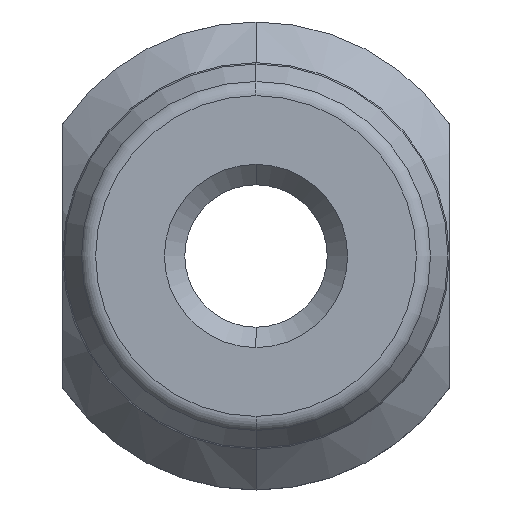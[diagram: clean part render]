
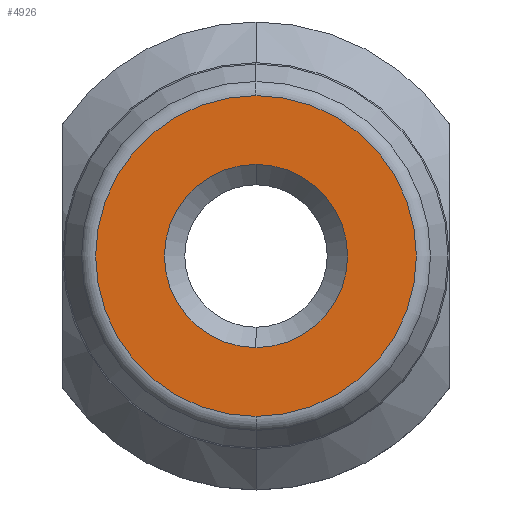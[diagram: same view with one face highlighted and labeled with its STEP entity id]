
A CAD part, left-side view. The second image highlights one B-rep face of the part: STEP entity #4926.
In plain terms, the highlighted planar face has unit normal (-1, 0, 0).
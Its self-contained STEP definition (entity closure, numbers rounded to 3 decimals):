
#275 = CIRCLE ( 'NONE', #736, 7.883 ) ;
#388 = EDGE_CURVE ( 'NONE', #1799, #4833, #3618, .T. ) ;
#505 = EDGE_CURVE ( 'NONE', #1434, #4922, #275, .T. ) ;
#570 = EDGE_CURVE ( 'NONE', #4922, #1434, #4285, .T. ) ;
#629 = ORIENTED_EDGE ( 'NONE', *, *, #505, .T. ) ;
#700 = FACE_OUTER_BOUND ( 'NONE', #4986, .T. ) ;
#736 = AXIS2_PLACEMENT_3D ( 'NONE', #4472, #4496, #2858 ) ;
#796 = CARTESIAN_POINT ( 'NONE',  ( 0., 0., -4.5 ) ) ;
#988 = CARTESIAN_POINT ( 'NONE',  ( 0., 0., -7.883 ) ) ;
#1144 = CIRCLE ( 'NONE', #3337, 4.5 ) ;
#1434 = VERTEX_POINT ( 'NONE', #988 ) ;
#1473 = EDGE_LOOP ( 'NONE', ( #3178, #2206 ) ) ;
#1534 = CARTESIAN_POINT ( 'NONE',  ( 0., 0., 0. ) ) ;
#1552 = DIRECTION ( 'NONE',  ( 1., 0., 0. ) ) ;
#1566 = DIRECTION ( 'NONE',  ( 0., 0., -1. ) ) ;
#1570 = AXIS2_PLACEMENT_3D ( 'NONE', #1578, #5156, #2797 ) ;
#1578 = CARTESIAN_POINT ( 'NONE',  ( 0., 0., -8.345 ) ) ;
#1753 = DIRECTION ( 'NONE',  ( 1., 0., 0. ) ) ;
#1799 = VERTEX_POINT ( 'NONE', #796 ) ;
#1865 = FACE_BOUND ( 'NONE', #1473, .T. ) ;
#2206 = ORIENTED_EDGE ( 'NONE', *, *, #388, .T. ) ;
#2797 = DIRECTION ( 'NONE',  ( 0., 0., -1. ) ) ;
#2858 = DIRECTION ( 'NONE',  ( 0., 0., -1. ) ) ;
#2892 = AXIS2_PLACEMENT_3D ( 'NONE', #4828, #4065, #4046 ) ;
#3112 = ORIENTED_EDGE ( 'NONE', *, *, #570, .T. ) ;
#3178 = ORIENTED_EDGE ( 'NONE', *, *, #5155, .T. ) ;
#3337 = AXIS2_PLACEMENT_3D ( 'NONE', #4180, #1753, #4554 ) ;
#3603 = PLANE ( 'NONE',  #1570 ) ;
#3618 = CIRCLE ( 'NONE', #4570, 4.5 ) ;
#4046 = DIRECTION ( 'NONE',  ( 0., 0., -1. ) ) ;
#4065 = DIRECTION ( 'NONE',  ( -1., 0., 0. ) ) ;
#4180 = CARTESIAN_POINT ( 'NONE',  ( 0., 0., 0. ) ) ;
#4285 = CIRCLE ( 'NONE', #2892, 7.883 ) ;
#4472 = CARTESIAN_POINT ( 'NONE',  ( 0., 0., 0. ) ) ;
#4496 = DIRECTION ( 'NONE',  ( -1., 0., 0. ) ) ;
#4554 = DIRECTION ( 'NONE',  ( 0., 0., -1. ) ) ;
#4570 = AXIS2_PLACEMENT_3D ( 'NONE', #1534, #1552, #1566 ) ;
#4748 = CARTESIAN_POINT ( 'NONE',  ( 0., 0., 4.5 ) ) ;
#4828 = CARTESIAN_POINT ( 'NONE',  ( 0., 0., 0. ) ) ;
#4833 = VERTEX_POINT ( 'NONE', #4748 ) ;
#4922 = VERTEX_POINT ( 'NONE', #5139 ) ;
#4926 = ADVANCED_FACE ( 'NONE', ( #1865, #700 ), #3603, .F. ) ;
#4986 = EDGE_LOOP ( 'NONE', ( #629, #3112 ) ) ;
#5139 = CARTESIAN_POINT ( 'NONE',  ( 0., 0., 7.883 ) ) ;
#5155 = EDGE_CURVE ( 'NONE', #4833, #1799, #1144, .T. ) ;
#5156 = DIRECTION ( 'NONE',  ( 1., 0., 0. ) ) ;
